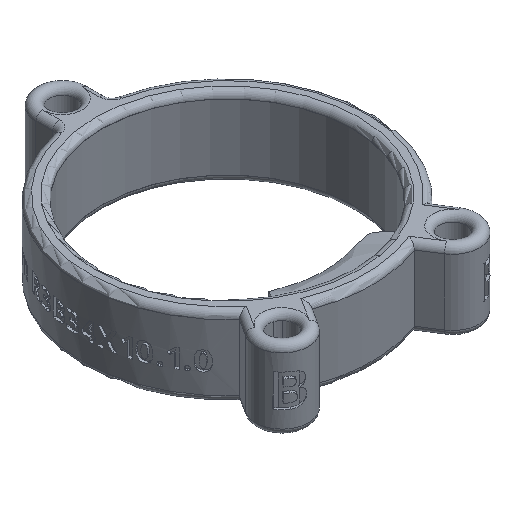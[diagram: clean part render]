
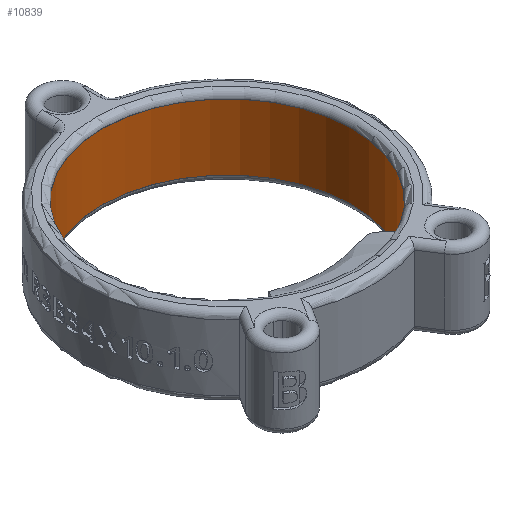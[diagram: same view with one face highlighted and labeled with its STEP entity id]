
A CAD part, isometric view. The second image highlights one B-rep face of the part: STEP entity #10839.
In plain terms, the highlighted cylindrical face has radius 19 mm (diameter 38 mm), a partial arc.
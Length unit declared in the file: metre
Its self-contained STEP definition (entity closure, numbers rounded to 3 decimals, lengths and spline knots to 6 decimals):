
#380=CYLINDRICAL_SURFACE('',#11538,0.019);
#1149=LINE('',#14719,#1910);
#1150=LINE('',#14720,#1911);
#1910=VECTOR('',#12378,1.);
#1911=VECTOR('',#12379,1.);
#2755=ORIENTED_EDGE('',*,*,#6127,.T.);
#2756=ORIENTED_EDGE('',*,*,#6148,.T.);
#2757=ORIENTED_EDGE('',*,*,#6135,.F.);
#2758=ORIENTED_EDGE('',*,*,#6149,.F.);
#6127=EDGE_CURVE('',#7833,#7832,#8948,.T.);
#6135=EDGE_CURVE('',#7839,#7841,#8952,.T.);
#6148=EDGE_CURVE('',#7832,#7841,#1149,.T.);
#6149=EDGE_CURVE('',#7833,#7839,#1150,.T.);
#7832=VERTEX_POINT('',#14676);
#7833=VERTEX_POINT('',#14678);
#7839=VERTEX_POINT('',#14692);
#7841=VERTEX_POINT('',#14695);
#8948=CIRCLE('',#11526,0.019);
#8952=CIRCLE('',#11531,0.019);
#9219=EDGE_LOOP('',(#2755,#2756,#2757,#2758));
#9913=FACE_BOUND('',#9219,.T.);
#10839=ADVANCED_FACE('',(#9913),#380,.F.);
#11526=AXIS2_PLACEMENT_3D('',#14677,#12341,#12342);
#11531=AXIS2_PLACEMENT_3D('',#14694,#12355,#12356);
#11538=AXIS2_PLACEMENT_3D('',#14718,#12376,#12377);
#12341=DIRECTION('',(0.,0.,1.));
#12342=DIRECTION('',(1.,0.,0.));
#12355=DIRECTION('',(0.,0.,1.));
#12356=DIRECTION('',(1.,0.,0.));
#12376=DIRECTION('',(0.,0.,-1.));
#12377=DIRECTION('',(-1.,0.,0.));
#12378=DIRECTION('',(0.,0.,-1.));
#12379=DIRECTION('',(0.,0.,-1.));
#14676=CARTESIAN_POINT('',(-0.010209,-0.016024,0.005));
#14677=CARTESIAN_POINT('',(0.,0.,0.005));
#14678=CARTESIAN_POINT('',(0.010209,-0.016024,0.005));
#14692=CARTESIAN_POINT('',(0.010209,-0.016024,-0.005));
#14694=CARTESIAN_POINT('',(0.,0.,-0.005));
#14695=CARTESIAN_POINT('',(-0.010209,-0.016024,-0.005));
#14718=CARTESIAN_POINT('',(0.,0.,0.005));
#14719=CARTESIAN_POINT('',(-0.010209,-0.016024,0.006002));
#14720=CARTESIAN_POINT('',(0.010209,-0.016024,0.006002));
